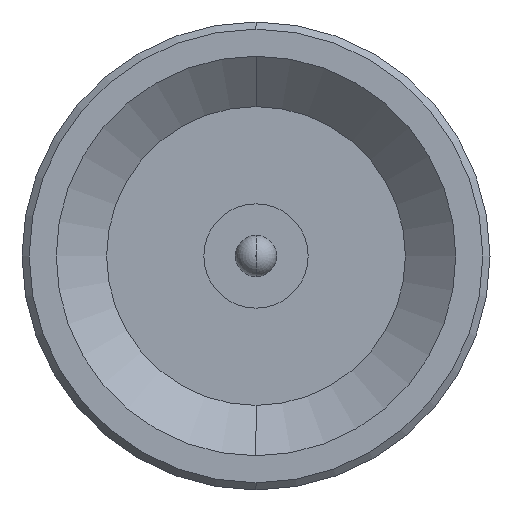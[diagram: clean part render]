
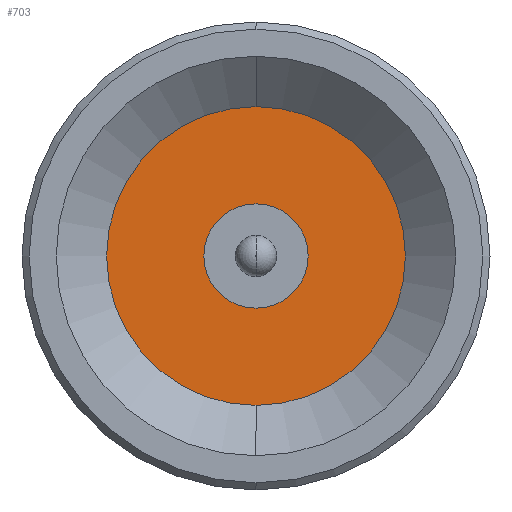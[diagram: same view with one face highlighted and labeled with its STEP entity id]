
A CAD part, left-side view. The second image highlights one B-rep face of the part: STEP entity #703.
In plain terms, the highlighted planar face has unit normal (-1, 0, 0).
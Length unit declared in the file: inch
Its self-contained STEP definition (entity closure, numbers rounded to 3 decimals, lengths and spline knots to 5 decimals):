
#37 = EDGE_LOOP ( 'NONE', ( #591, #698 ) ) ;
#63 = CIRCLE ( 'NONE', #247, 0.043 ) ;
#71 = VERTEX_POINT ( 'NONE', #887 ) ;
#97 = DIRECTION ( 'NONE',  ( 1., 0., 0. ) ) ;
#108 = VERTEX_POINT ( 'NONE', #730 ) ;
#122 = CARTESIAN_POINT ( 'NONE',  ( 0.082, 0., 0. ) ) ;
#150 = ORIENTED_EDGE ( 'NONE', *, *, #546, .T. ) ;
#247 = AXIS2_PLACEMENT_3D ( 'NONE', #295, #374, #1049 ) ;
#267 = PLANE ( 'NONE',  #419 ) ;
#272 = DIRECTION ( 'NONE',  ( 0., 0., 1. ) ) ;
#295 = CARTESIAN_POINT ( 'NONE',  ( 0.082, 0., 0. ) ) ;
#323 = CIRCLE ( 'NONE', #714, 0.01449 ) ;
#365 = AXIS2_PLACEMENT_3D ( 'NONE', #122, #707, #855 ) ;
#374 = DIRECTION ( 'NONE',  ( 1., 0., 0. ) ) ;
#419 = AXIS2_PLACEMENT_3D ( 'NONE', #511, #595, #272 ) ;
#467 = VERTEX_POINT ( 'NONE', #594 ) ;
#477 = CIRCLE ( 'NONE', #1075, 0.01449 ) ;
#511 = CARTESIAN_POINT ( 'NONE',  ( 0.082, 0.01449, 0. ) ) ;
#546 = EDGE_CURVE ( 'NONE', #71, #626, #323, .T. ) ;
#558 = CARTESIAN_POINT ( 'NONE',  ( 0.082, 0., 0.01449 ) ) ;
#591 = ORIENTED_EDGE ( 'NONE', *, *, #737, .F. ) ;
#594 = CARTESIAN_POINT ( 'NONE',  ( 0.082, 0., 0.043 ) ) ;
#595 = DIRECTION ( 'NONE',  ( -1., 0., 0. ) ) ;
#616 = DIRECTION ( 'NONE',  ( 1., 0., 0. ) ) ;
#626 = VERTEX_POINT ( 'NONE', #558 ) ;
#628 = CARTESIAN_POINT ( 'NONE',  ( 0.082, 0., 0. ) ) ;
#648 = CIRCLE ( 'NONE', #365, 0.043 ) ;
#679 = EDGE_CURVE ( 'NONE', #626, #71, #477, .T. ) ;
#698 = ORIENTED_EDGE ( 'NONE', *, *, #1032, .F. ) ;
#703 = ADVANCED_FACE ( 'NONE', ( #866, #830 ), #267, .T. ) ;
#704 = DIRECTION ( 'NONE',  ( 0., 0., -1. ) ) ;
#707 = DIRECTION ( 'NONE',  ( 1., 0., 0. ) ) ;
#714 = AXIS2_PLACEMENT_3D ( 'NONE', #628, #616, #809 ) ;
#730 = CARTESIAN_POINT ( 'NONE',  ( 0.082, 0., -0.043 ) ) ;
#737 = EDGE_CURVE ( 'NONE', #108, #467, #648, .T. ) ;
#809 = DIRECTION ( 'NONE',  ( 0., 0., -1. ) ) ;
#830 = FACE_OUTER_BOUND ( 'NONE', #37, .T. ) ;
#831 = CARTESIAN_POINT ( 'NONE',  ( 0.082, 0., 0. ) ) ;
#855 = DIRECTION ( 'NONE',  ( 0., 0., -1. ) ) ;
#866 = FACE_BOUND ( 'NONE', #894, .T. ) ;
#887 = CARTESIAN_POINT ( 'NONE',  ( 0.082, 0., -0.01449 ) ) ;
#894 = EDGE_LOOP ( 'NONE', ( #150, #921 ) ) ;
#921 = ORIENTED_EDGE ( 'NONE', *, *, #679, .T. ) ;
#1032 = EDGE_CURVE ( 'NONE', #467, #108, #63, .T. ) ;
#1049 = DIRECTION ( 'NONE',  ( 0., 0., -1. ) ) ;
#1075 = AXIS2_PLACEMENT_3D ( 'NONE', #831, #97, #704 ) ;
